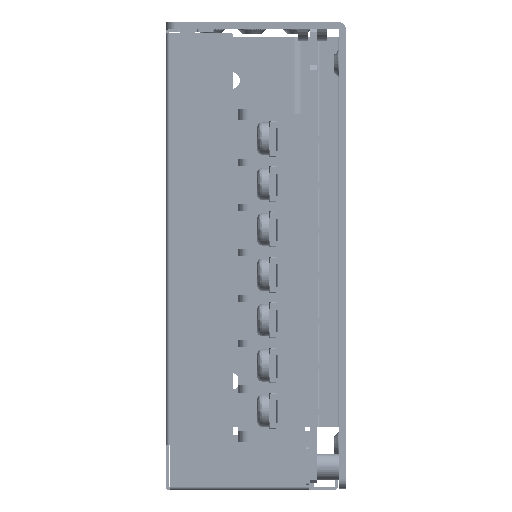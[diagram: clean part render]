
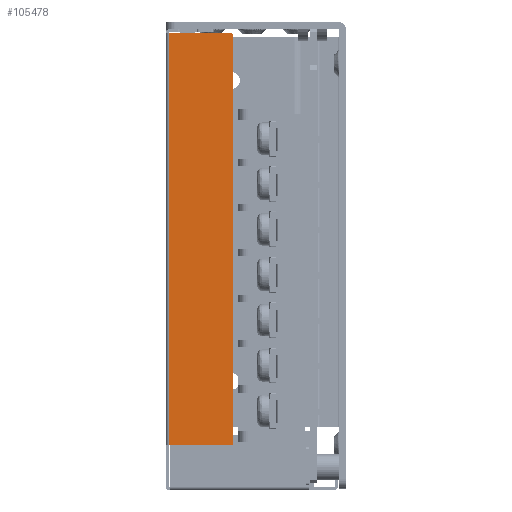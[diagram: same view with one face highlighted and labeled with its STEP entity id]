
A CAD part, left-side view. The second image highlights one B-rep face of the part: STEP entity #105478.
In plain terms, the highlighted face is planar.
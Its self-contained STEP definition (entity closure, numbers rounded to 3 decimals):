
#2704 = ORIENTED_EDGE ( 'NONE', *, *, #62194, .F. ) ;
#4079 = VECTOR ( 'NONE', #42415, 1000. ) ;
#7685 = ORIENTED_EDGE ( 'NONE', *, *, #45297, .F. ) ;
#7796 = CARTESIAN_POINT ( 'NONE',  ( 184., -14., -95.8 ) ) ;
#8262 = VERTEX_POINT ( 'NONE', #77214 ) ;
#8267 = PLANE ( 'NONE',  #92812 ) ;
#12416 = EDGE_CURVE ( 'NONE', #57720, #59750, #79149, .T. ) ;
#12614 = VECTOR ( 'NONE', #27526, 1000. ) ;
#15330 = DIRECTION ( 'NONE',  ( 0., 1., 0. ) ) ;
#15440 = EDGE_CURVE ( 'NONE', #88908, #57720, #58430, .T. ) ;
#17333 = FACE_OUTER_BOUND ( 'NONE', #61728, .T. ) ;
#21332 = DIRECTION ( 'NONE',  ( 0., 0., -1. ) ) ;
#23583 = DIRECTION ( 'NONE',  ( -1., 0., 0. ) ) ;
#25748 = CARTESIAN_POINT ( 'NONE',  ( 184., -0.7, -95.8 ) ) ;
#25859 = DIRECTION ( 'NONE',  ( -1., 0., 0. ) ) ;
#27526 = DIRECTION ( 'NONE',  ( 0., 0., -1. ) ) ;
#28570 = LINE ( 'NONE', #7796, #4079 ) ;
#28897 = ORIENTED_EDGE ( 'NONE', *, *, #15440, .F. ) ;
#32572 = VECTOR ( 'NONE', #15330, 1000. ) ;
#33164 = CIRCLE ( 'NONE', #45935, 0.5 ) ;
#37675 = ORIENTED_EDGE ( 'NONE', *, *, #48528, .F. ) ;
#38728 = CARTESIAN_POINT ( 'NONE',  ( 184., -0.7, -9.5 ) ) ;
#42415 = DIRECTION ( 'NONE',  ( 0., 0., 1. ) ) ;
#42905 = CARTESIAN_POINT ( 'NONE',  ( 184., -0.7, -95.8 ) ) ;
#45297 = EDGE_CURVE ( 'NONE', #47023, #8262, #33164, .T. ) ;
#45935 = AXIS2_PLACEMENT_3D ( 'NONE', #66672, #23583, #21332 ) ;
#47023 = VERTEX_POINT ( 'NONE', #48115 ) ;
#48115 = CARTESIAN_POINT ( 'NONE',  ( 184., -13.5, -95.8 ) ) ;
#48528 = EDGE_CURVE ( 'NONE', #8262, #88908, #28570, .T. ) ;
#57720 = VERTEX_POINT ( 'NONE', #38728 ) ;
#58430 = LINE ( 'NONE', #93050, #32572 ) ;
#59432 = CARTESIAN_POINT ( 'NONE',  ( 184., -0.7, -95.8 ) ) ;
#59750 = VERTEX_POINT ( 'NONE', #25748 ) ;
#59983 = DIRECTION ( 'NONE',  ( 0., -1., 0. ) ) ;
#61728 = EDGE_LOOP ( 'NONE', ( #2704, #90309, #28897, #37675, #7685 ) ) ;
#62194 = EDGE_CURVE ( 'NONE', #59750, #47023, #67950, .T. ) ;
#66672 = CARTESIAN_POINT ( 'NONE',  ( 184., -13.5, -95.3 ) ) ;
#67950 = LINE ( 'NONE', #59432, #78664 ) ;
#70642 = CARTESIAN_POINT ( 'NONE',  ( 184., -0.7, -95.8 ) ) ;
#77214 = CARTESIAN_POINT ( 'NONE',  ( 184., -14., -95.3 ) ) ;
#78664 = VECTOR ( 'NONE', #59983, 1000. ) ;
#79149 = LINE ( 'NONE', #70642, #12614 ) ;
#88908 = VERTEX_POINT ( 'NONE', #99966 ) ;
#90309 = ORIENTED_EDGE ( 'NONE', *, *, #12416, .F. ) ;
#92812 = AXIS2_PLACEMENT_3D ( 'NONE', #42905, #25859, #112019 ) ;
#93050 = CARTESIAN_POINT ( 'NONE',  ( 184., -0.7, -9.5 ) ) ;
#99966 = CARTESIAN_POINT ( 'NONE',  ( 184., -14., -9.5 ) ) ;
#105478 = ADVANCED_FACE ( 'NONE', ( #17333 ), #8267, .F. ) ;
#112019 = DIRECTION ( 'NONE',  ( 0., 0., 1. ) ) ;
